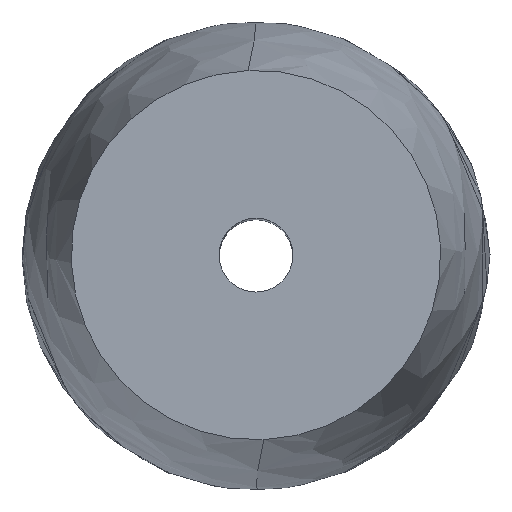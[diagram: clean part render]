
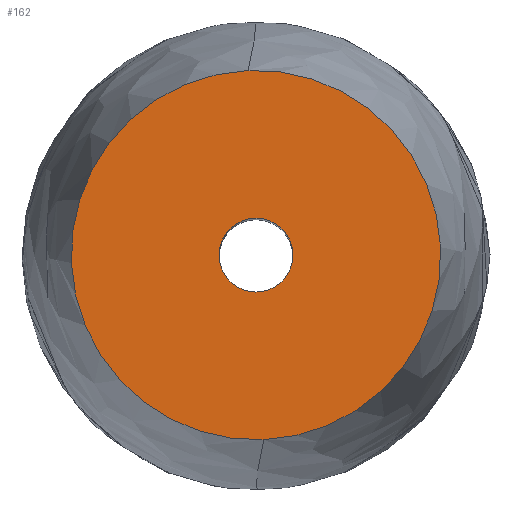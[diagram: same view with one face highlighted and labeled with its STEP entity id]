
A CAD part, top view. The second image highlights one B-rep face of the part: STEP entity #162.
In plain terms, the highlighted planar face has unit normal (0, 0, 1).
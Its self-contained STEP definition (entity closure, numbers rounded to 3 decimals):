
#15 = VERTEX_POINT ( 'NONE', #387 ) ;
#28 = CARTESIAN_POINT ( 'NONE',  ( 0., 0., 38. ) ) ;
#34 = PLANE ( 'NONE',  #223 ) ;
#39 = AXIS2_PLACEMENT_3D ( 'NONE', #118, #283, #160 ) ;
#42 = CARTESIAN_POINT ( 'NONE',  ( -1.5, 0., 38. ) ) ;
#48 = ORIENTED_EDGE ( 'NONE', *, *, #184, .F. ) ;
#65 = FACE_OUTER_BOUND ( 'NONE', #260, .T. ) ;
#68 = DIRECTION ( 'NONE',  ( 0., 0., 1. ) ) ;
#69 = CARTESIAN_POINT ( 'NONE',  ( -0.325, 7.493, 38. ) ) ;
#94 = AXIS2_PLACEMENT_3D ( 'NONE', #221, #244, #248 ) ;
#110 = ORIENTED_EDGE ( 'NONE', *, *, #192, .T. ) ;
#118 = CARTESIAN_POINT ( 'NONE',  ( 0., 0., 38. ) ) ;
#154 = DIRECTION ( 'NONE',  ( 0., 0., 1. ) ) ;
#155 = CARTESIAN_POINT ( 'NONE',  ( 0., 0., 38. ) ) ;
#160 = DIRECTION ( 'NONE',  ( 1., 0., 0. ) ) ;
#162 = ADVANCED_FACE ( 'NONE', ( #222, #65 ), #34, .T. ) ;
#171 = EDGE_CURVE ( 'NONE', #392, #389, #217, .T. ) ;
#178 = AXIS2_PLACEMENT_3D ( 'NONE', #247, #68, #190 ) ;
#184 = EDGE_CURVE ( 'NONE', #389, #392, #233, .T. ) ;
#189 = DIRECTION ( 'NONE',  ( 1., 0., 0. ) ) ;
#190 = DIRECTION ( 'NONE',  ( 1., 0., 0. ) ) ;
#192 = EDGE_CURVE ( 'NONE', #15, #207, #203, .T. ) ;
#202 = EDGE_LOOP ( 'NONE', ( #48, #321 ) ) ;
#203 = CIRCLE ( 'NONE', #178, 7.5 ) ;
#207 = VERTEX_POINT ( 'NONE', #69 ) ;
#217 = CIRCLE ( 'NONE', #94, 1.5 ) ;
#221 = CARTESIAN_POINT ( 'NONE',  ( 0., 0., 38. ) ) ;
#222 = FACE_BOUND ( 'NONE', #202, .T. ) ;
#223 = AXIS2_PLACEMENT_3D ( 'NONE', #155, #341, #310 ) ;
#233 = CIRCLE ( 'NONE', #246, 1.5 ) ;
#244 = DIRECTION ( 'NONE',  ( 0., 0., 1. ) ) ;
#246 = AXIS2_PLACEMENT_3D ( 'NONE', #28, #154, #189 ) ;
#247 = CARTESIAN_POINT ( 'NONE',  ( 0., 0., 38. ) ) ;
#248 = DIRECTION ( 'NONE',  ( 1., 0., 0. ) ) ;
#260 = EDGE_LOOP ( 'NONE', ( #291, #110 ) ) ;
#270 = CARTESIAN_POINT ( 'NONE',  ( 1.5, 0., 38. ) ) ;
#283 = DIRECTION ( 'NONE',  ( 0., 0., 1. ) ) ;
#291 = ORIENTED_EDGE ( 'NONE', *, *, #316, .T. ) ;
#309 = CIRCLE ( 'NONE', #39, 7.5 ) ;
#310 = DIRECTION ( 'NONE',  ( 1., 0., 0. ) ) ;
#316 = EDGE_CURVE ( 'NONE', #207, #15, #309, .T. ) ;
#321 = ORIENTED_EDGE ( 'NONE', *, *, #171, .F. ) ;
#341 = DIRECTION ( 'NONE',  ( 0., 0., 1. ) ) ;
#387 = CARTESIAN_POINT ( 'NONE',  ( 0.325, -7.493, 38. ) ) ;
#389 = VERTEX_POINT ( 'NONE', #270 ) ;
#392 = VERTEX_POINT ( 'NONE', #42 ) ;
